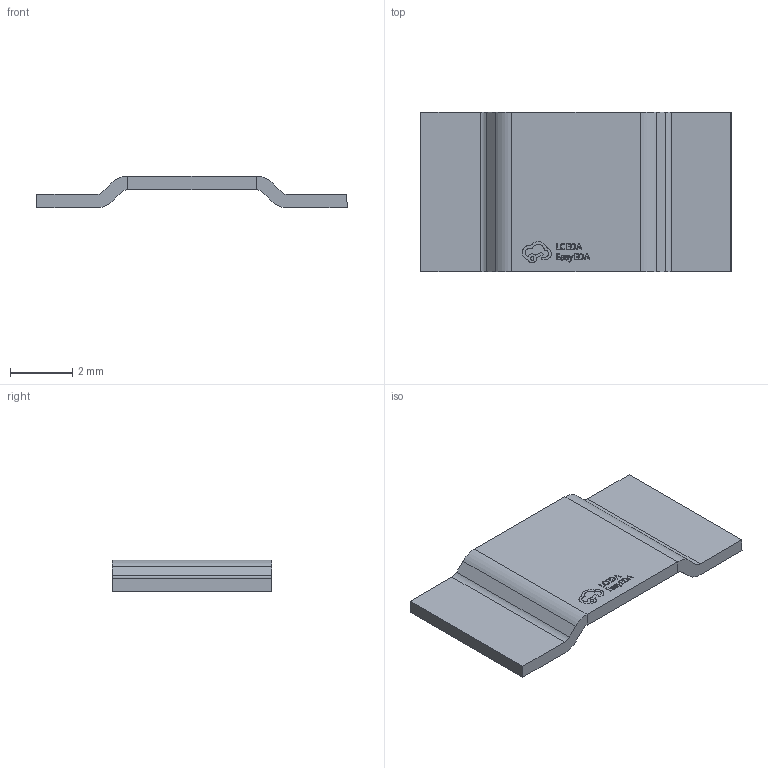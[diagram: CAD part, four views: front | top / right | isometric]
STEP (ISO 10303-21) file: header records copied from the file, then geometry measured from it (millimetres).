
FILE_DESCRIPTION (( 'STEP AP214' ), '1' );
FILE_NAME ('R3920.step', '2022-07-28T08:35:22', ( '' ), ( '' ), 'SwSTEP 2.0', 'SolidWorks 2020', '' );
FILE_SCHEMA (( 'AUTOMOTIVE_DESIGN' ));
Length unit declared in the file: millimetre
Products named in the file (1): R3920
Bounding box: 9.93 x 5.1 x 1.02 mm (x, y, z)
Volume: 22.6 mm3; surface area: 118.6 mm2
Topology: 1 solids, 1 shells, 250 faces, 679 edges, 450 vertices
Faces by surface type: plane 144, bspline 98, cylinder 8
Entity records: 11111 total; most frequent: CARTESIAN_POINT 2686, ORIENTED_EDGE 1358, DIRECTION 801, EDGE_CURVE 679, VECTOR 463, LINE 463, VERTEX_POINT 450, EDGE_LOOP 269
